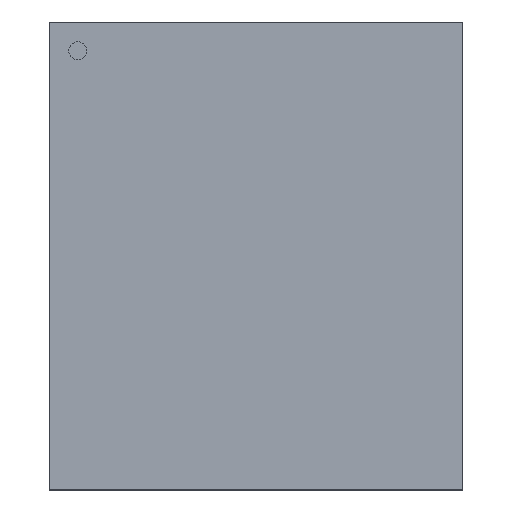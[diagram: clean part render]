
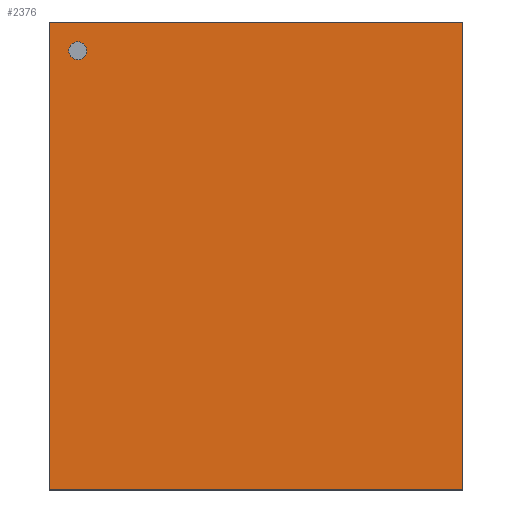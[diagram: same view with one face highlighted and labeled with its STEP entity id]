
A CAD part, top view. The second image highlights one B-rep face of the part: STEP entity #2376.
In plain terms, the highlighted planar face has unit normal (0, 0, 1).
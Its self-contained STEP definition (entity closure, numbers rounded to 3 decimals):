
#179 = ORIENTED_EDGE ( 'NONE', *, *, #26367, .T. ) ;
#246 = LINE ( 'NONE', #26092, #8429 ) ;
#956 = DIRECTION ( 'NONE',  ( 1., 0., 0. ) ) ;
#1278 = FACE_OUTER_BOUND ( 'NONE', #19105, .T. ) ;
#1376 = CARTESIAN_POINT ( 'NONE',  ( 5.75, 6.5, 1.1 ) ) ;
#2009 = DIRECTION ( 'NONE',  ( -1., 0., 0. ) ) ;
#2058 = ORIENTED_EDGE ( 'NONE', *, *, #26629, .T. ) ;
#2376 = ADVANCED_FACE ( 'NONE', ( #1278, #15847 ), #13893, .F. ) ;
#2864 = ORIENTED_EDGE ( 'NONE', *, *, #16704, .F. ) ;
#4260 = CARTESIAN_POINT ( 'NONE',  ( -5.75, 6.5, 1.1 ) ) ;
#4466 = CARTESIAN_POINT ( 'NONE',  ( -5.75, 6.5, 1.1 ) ) ;
#4547 = ORIENTED_EDGE ( 'NONE', *, *, #13208, .F. ) ;
#4937 = VERTEX_POINT ( 'NONE', #1376 ) ;
#5980 = EDGE_LOOP ( 'NONE', ( #4547, #2864 ) ) ;
#7174 = CARTESIAN_POINT ( 'NONE',  ( 0., 0., 1.1 ) ) ;
#8429 = VECTOR ( 'NONE', #26223, 1000. ) ;
#10512 = ORIENTED_EDGE ( 'NONE', *, *, #16276, .T. ) ;
#10800 = VECTOR ( 'NONE', #2009, 1000. ) ;
#11168 = EDGE_CURVE ( 'NONE', #26733, #4937, #246, .T. ) ;
#11590 = LINE ( 'NONE', #20136, #15328 ) ;
#12193 = LINE ( 'NONE', #15985, #19337 ) ;
#12523 = CARTESIAN_POINT ( 'NONE',  ( -4.95, 5.7, 1.1 ) ) ;
#13208 = EDGE_CURVE ( 'NONE', #14583, #14160, #17526, .T. ) ;
#13400 = ORIENTED_EDGE ( 'NONE', *, *, #11168, .T. ) ;
#13414 = CARTESIAN_POINT ( 'NONE',  ( -5.75, -6.5, 1.1 ) ) ;
#13893 = PLANE ( 'NONE',  #13942 ) ;
#13942 = AXIS2_PLACEMENT_3D ( 'NONE', #7174, #18228, #26731 ) ;
#14160 = VERTEX_POINT ( 'NONE', #18203 ) ;
#14583 = VERTEX_POINT ( 'NONE', #27220 ) ;
#15328 = VECTOR ( 'NONE', #956, 1000. ) ;
#15791 = CIRCLE ( 'NONE', #27381, 0.25 ) ;
#15847 = FACE_BOUND ( 'NONE', #5980, .T. ) ;
#15985 = CARTESIAN_POINT ( 'NONE',  ( -5.75, -6.5, 1.1 ) ) ;
#16276 = EDGE_CURVE ( 'NONE', #26112, #26733, #11590, .T. ) ;
#16704 = EDGE_CURVE ( 'NONE', #14160, #14583, #15791, .T. ) ;
#17108 = VERTEX_POINT ( 'NONE', #4466 ) ;
#17526 = CIRCLE ( 'NONE', #17959, 0.25 ) ;
#17959 = AXIS2_PLACEMENT_3D ( 'NONE', #20522, #20922, #26649 ) ;
#18203 = CARTESIAN_POINT ( 'NONE',  ( -5.2, 5.7, 1.1 ) ) ;
#18228 = DIRECTION ( 'NONE',  ( 0., 0., -1. ) ) ;
#18966 = LINE ( 'NONE', #4260, #10800 ) ;
#19105 = EDGE_LOOP ( 'NONE', ( #13400, #179, #2058, #10512 ) ) ;
#19337 = VECTOR ( 'NONE', #22443, 1000. ) ;
#20136 = CARTESIAN_POINT ( 'NONE',  ( -5.75, -6.5, 1.1 ) ) ;
#20522 = CARTESIAN_POINT ( 'NONE',  ( -4.95, 5.7, 1.1 ) ) ;
#20922 = DIRECTION ( 'NONE',  ( 0., 0., 1. ) ) ;
#21467 = DIRECTION ( 'NONE',  ( 0., 0., 1. ) ) ;
#22443 = DIRECTION ( 'NONE',  ( 0., -1., 0. ) ) ;
#25397 = DIRECTION ( 'NONE',  ( 1., 0., 0. ) ) ;
#26092 = CARTESIAN_POINT ( 'NONE',  ( 5.75, -6.5, 1.1 ) ) ;
#26112 = VERTEX_POINT ( 'NONE', #13414 ) ;
#26223 = DIRECTION ( 'NONE',  ( 0., 1., 0. ) ) ;
#26367 = EDGE_CURVE ( 'NONE', #4937, #17108, #18966, .T. ) ;
#26597 = CARTESIAN_POINT ( 'NONE',  ( 5.75, -6.5, 1.1 ) ) ;
#26629 = EDGE_CURVE ( 'NONE', #17108, #26112, #12193, .T. ) ;
#26649 = DIRECTION ( 'NONE',  ( 1., 0., 0. ) ) ;
#26731 = DIRECTION ( 'NONE',  ( 0., -1., 0. ) ) ;
#26733 = VERTEX_POINT ( 'NONE', #26597 ) ;
#27220 = CARTESIAN_POINT ( 'NONE',  ( -4.7, 5.7, 1.1 ) ) ;
#27381 = AXIS2_PLACEMENT_3D ( 'NONE', #12523, #21467, #25397 ) ;
